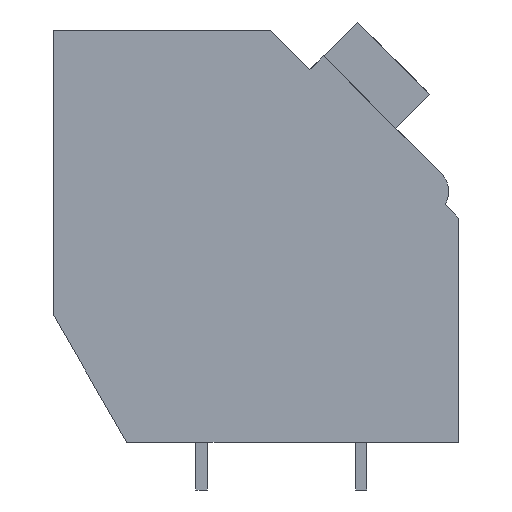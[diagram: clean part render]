
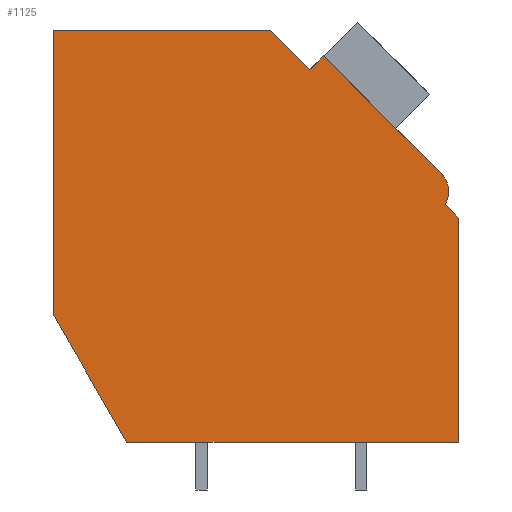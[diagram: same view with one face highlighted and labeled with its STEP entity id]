
A CAD part, left-side view. The second image highlights one B-rep face of the part: STEP entity #1125.
In plain terms, the highlighted planar face has unit normal (-1, 0, 0).
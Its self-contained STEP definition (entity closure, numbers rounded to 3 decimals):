
#1057=AXIS2_PLACEMENT_3D('Plane Axis2P3D',#1054,#1055,#1056) ;
#1068=AXIS2_PLACEMENT_3D('Circle Axis2P3D',#1066,#1067,$) ;
#49=CARTESIAN_POINT('Vertex',(0.,0.,1.5)) ;
#52=CARTESIAN_POINT('Line Origine',(0.,5.199,1.5)) ;
#56=CARTESIAN_POINT('Vertex',(0.,10.399,1.5)) ;
#135=CARTESIAN_POINT('Vertex',(0.,0.,8.518)) ;
#140=CARTESIAN_POINT('Line Origine',(0.,0.,5.009)) ;
#1054=CARTESIAN_POINT('Axis2P3D Location',(0.,12.7,-2.)) ;
#1059=CARTESIAN_POINT('Line Origine',(0.,0.212,8.731)) ;
#1063=CARTESIAN_POINT('Vertex',(0.,0.424,8.943)) ;
#1066=CARTESIAN_POINT('Axis2P3D Location',(0.,1.113,9.349)) ;
#1070=CARTESIAN_POINT('Vertex',(0.,0.548,9.915)) ;
#1073=CARTESIAN_POINT('Line Origine',(0.,2.391,11.758)) ;
#1077=CARTESIAN_POINT('Vertex',(0.,4.234,13.601)) ;
#1080=CARTESIAN_POINT('Line Origine',(0.,4.446,13.389)) ;
#1084=CARTESIAN_POINT('Vertex',(0.,4.659,13.177)) ;
#1087=CARTESIAN_POINT('Line Origine',(0.,5.27,13.788)) ;
#1091=CARTESIAN_POINT('Vertex',(0.,5.882,14.4)) ;
#1094=CARTESIAN_POINT('Line Origine',(0.,9.291,14.4)) ;
#1098=CARTESIAN_POINT('Vertex',(0.,12.7,14.4)) ;
#1101=CARTESIAN_POINT('Line Origine',(0.,12.7,9.943)) ;
#1105=CARTESIAN_POINT('Vertex',(0.,12.7,5.485)) ;
#1108=CARTESIAN_POINT('Line Origine',(0.,11.55,3.493)) ;
#53=DIRECTION('Vector Direction',(0.,-1.,0.)) ;
#141=DIRECTION('Vector Direction',(0.,0.,1.)) ;
#1055=DIRECTION('Axis2P3D Direction',(-1.,0.,0.)) ;
#1056=DIRECTION('Axis2P3D XDirection',(0.,-1.,0.)) ;
#1060=DIRECTION('Vector Direction',(0.,0.707,0.707)) ;
#1067=DIRECTION('Axis2P3D Direction',(-1.,0.,0.)) ;
#1074=DIRECTION('Vector Direction',(0.,-0.707,-0.707)) ;
#1081=DIRECTION('Vector Direction',(0.,-0.707,0.707)) ;
#1088=DIRECTION('Vector Direction',(0.,0.707,0.707)) ;
#1095=DIRECTION('Vector Direction',(0.,-1.,0.)) ;
#1102=DIRECTION('Vector Direction',(0.,0.,-1.)) ;
#1109=DIRECTION('Vector Direction',(0.,-0.5,-0.866)) ;
#54=VECTOR('Line Direction',#53,1.) ;
#142=VECTOR('Line Direction',#141,1.) ;
#1061=VECTOR('Line Direction',#1060,1.) ;
#1075=VECTOR('Line Direction',#1074,1.) ;
#1082=VECTOR('Line Direction',#1081,1.) ;
#1089=VECTOR('Line Direction',#1088,1.) ;
#1096=VECTOR('Line Direction',#1095,1.) ;
#1103=VECTOR('Line Direction',#1102,1.) ;
#1110=VECTOR('Line Direction',#1109,1.) ;
#1114=ORIENTED_EDGE('',*,*,#58,.T.) ;
#1115=ORIENTED_EDGE('',*,*,#144,.T.) ;
#1116=ORIENTED_EDGE('',*,*,#1065,.T.) ;
#1117=ORIENTED_EDGE('',*,*,#1072,.T.) ;
#1118=ORIENTED_EDGE('',*,*,#1079,.T.) ;
#1119=ORIENTED_EDGE('',*,*,#1086,.T.) ;
#1120=ORIENTED_EDGE('',*,*,#1093,.T.) ;
#1121=ORIENTED_EDGE('',*,*,#1100,.T.) ;
#1122=ORIENTED_EDGE('',*,*,#1107,.T.) ;
#1123=ORIENTED_EDGE('',*,*,#1112,.T.) ;
#1125=ADVANCED_FACE('HOUSING',(#1124),#1058,.T.) ;
#1069=CIRCLE('generated circle',#1068,0.8) ;
#58=EDGE_CURVE('',#57,#50,#55,.T.) ;
#144=EDGE_CURVE('',#50,#136,#143,.T.) ;
#1065=EDGE_CURVE('',#136,#1064,#1062,.T.) ;
#1072=EDGE_CURVE('',#1064,#1071,#1069,.T.) ;
#1079=EDGE_CURVE('',#1071,#1078,#1076,.F.) ;
#1086=EDGE_CURVE('',#1078,#1085,#1083,.F.) ;
#1093=EDGE_CURVE('',#1085,#1092,#1090,.T.) ;
#1100=EDGE_CURVE('',#1092,#1099,#1097,.F.) ;
#1107=EDGE_CURVE('',#1099,#1106,#1104,.T.) ;
#1112=EDGE_CURVE('',#1106,#57,#1111,.T.) ;
#1113=EDGE_LOOP('',(#1114,#1115,#1116,#1117,#1118,#1119,#1120,#1121,#1122,#1123)) ;
#1124=FACE_OUTER_BOUND('',#1113,.T.) ;
#55=LINE('Line',#52,#54) ;
#143=LINE('Line',#140,#142) ;
#1062=LINE('Line',#1059,#1061) ;
#1076=LINE('Line',#1073,#1075) ;
#1083=LINE('Line',#1080,#1082) ;
#1090=LINE('Line',#1087,#1089) ;
#1097=LINE('Line',#1094,#1096) ;
#1104=LINE('Line',#1101,#1103) ;
#1111=LINE('Line',#1108,#1110) ;
#1058=PLANE('',#1057) ;
#50=VERTEX_POINT('',#49) ;
#57=VERTEX_POINT('',#56) ;
#136=VERTEX_POINT('',#135) ;
#1064=VERTEX_POINT('',#1063) ;
#1071=VERTEX_POINT('',#1070) ;
#1078=VERTEX_POINT('',#1077) ;
#1085=VERTEX_POINT('',#1084) ;
#1092=VERTEX_POINT('',#1091) ;
#1099=VERTEX_POINT('',#1098) ;
#1106=VERTEX_POINT('',#1105) ;
